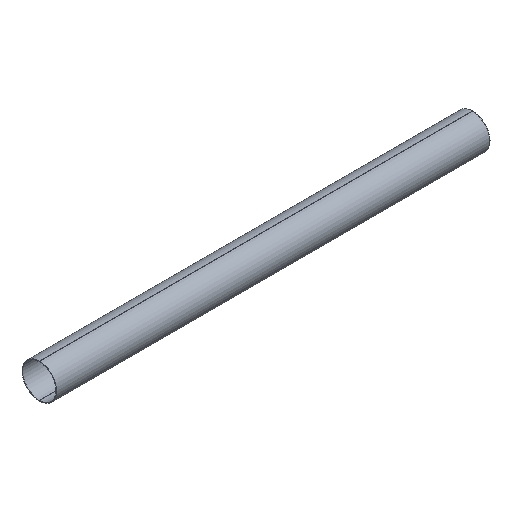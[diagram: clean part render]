
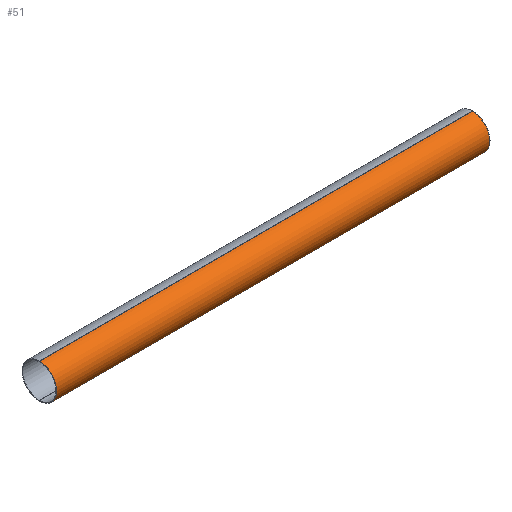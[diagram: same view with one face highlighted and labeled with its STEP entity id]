
A CAD part, isometric view. The second image highlights one B-rep face of the part: STEP entity #51.
In plain terms, the highlighted cylindrical face has radius 200 mm (diameter 400 mm), a partial arc.
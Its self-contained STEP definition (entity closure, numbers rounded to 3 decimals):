
#51 = ADVANCED_FACE( '', ( #121 ), #122, .T. );
#53 = EDGE_CURVE( '', #87, #61, #124, .T. );
#59 = VERTEX_POINT( '', #132 );
#61 = VERTEX_POINT( '', #134 );
#65 = EDGE_CURVE( '', #59, #93, #139, .T. );
#87 = VERTEX_POINT( '', #162 );
#89 = EDGE_CURVE( '', #61, #59, #164, .T. );
#93 = VERTEX_POINT( '', #169 );
#101 = EDGE_CURVE( '', #93, #87, #179, .T. );
#121 = FACE_OUTER_BOUND( '', #189, .T. );
#122 = CYLINDRICAL_SURFACE( '', #190, 200. );
#124 = CIRCLE( '', #193, 200. );
#132 = CARTESIAN_POINT( '', ( 5000., 0., -200. ) );
#134 = CARTESIAN_POINT( '', ( 0., 0., -200. ) );
#139 = CIRCLE( '', #209, 200. );
#162 = CARTESIAN_POINT( '', ( 0., 0., 200. ) );
#164 = LINE( '', #242, #243 );
#169 = CARTESIAN_POINT( '', ( 5000., 0., 200. ) );
#179 = LINE( '', #260, #261 );
#189 = EDGE_LOOP( '', ( #267, #268, #269, #270 ) );
#190 = AXIS2_PLACEMENT_3D( '', #271, #272, #273 );
#193 = AXIS2_PLACEMENT_3D( '', #274, #275, #276 );
#209 = AXIS2_PLACEMENT_3D( '', #293, #294, #295 );
#242 = CARTESIAN_POINT( '', ( 0., 0., -200. ) );
#243 = VECTOR( '', #319, 1. );
#260 = CARTESIAN_POINT( '', ( 0., 0., 200. ) );
#261 = VECTOR( '', #339, 1. );
#267 = ORIENTED_EDGE( '', *, *, #89, .T. );
#268 = ORIENTED_EDGE( '', *, *, #65, .T. );
#269 = ORIENTED_EDGE( '', *, *, #101, .T. );
#270 = ORIENTED_EDGE( '', *, *, #53, .T. );
#271 = CARTESIAN_POINT( '', ( 0., 0., 0. ) );
#272 = DIRECTION( '', ( -1., 0., 0. ) );
#273 = DIRECTION( '', ( 0., 0., -1. ) );
#274 = CARTESIAN_POINT( '', ( 0., 0., 0. ) );
#275 = DIRECTION( '', ( 1., 0., 0. ) );
#276 = DIRECTION( '', ( 0., 0., -1. ) );
#293 = CARTESIAN_POINT( '', ( 5000., 0., 0. ) );
#294 = DIRECTION( '', ( -1., 0., 0. ) );
#295 = DIRECTION( '', ( 0., 0., -1. ) );
#319 = DIRECTION( '', ( 1., 0., 0. ) );
#339 = DIRECTION( '', ( -1., 0., 0. ) );
